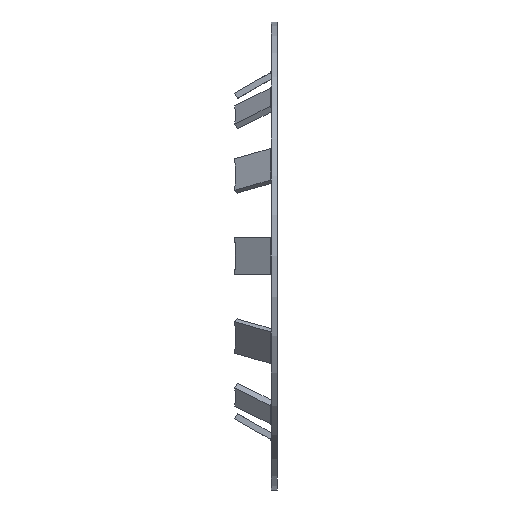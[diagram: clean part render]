
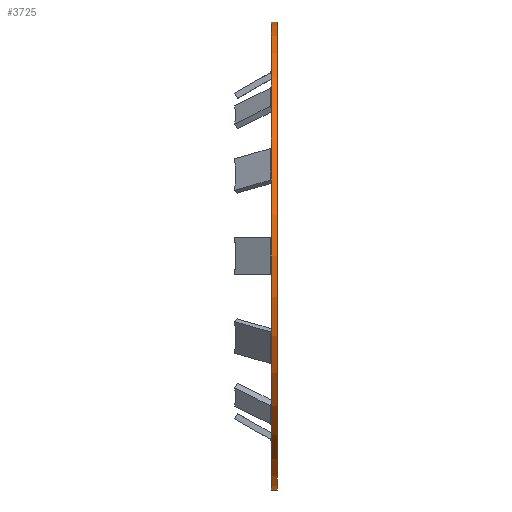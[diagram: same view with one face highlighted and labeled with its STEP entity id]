
A CAD part, left-side view. The second image highlights one B-rep face of the part: STEP entity #3725.
In plain terms, the highlighted cylindrical face has radius 19.25 mm (diameter 38.5 mm), a partial arc.
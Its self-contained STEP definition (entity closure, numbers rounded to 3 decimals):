
#433 = DIRECTION ( 'NONE',  ( 0., 0., 1. ) ) ;
#435 = CARTESIAN_POINT ( 'NONE',  ( 0., 0., 0. ) ) ;
#436 = DIRECTION ( 'NONE',  ( 0., 1., 0. ) ) ;
#618 = CARTESIAN_POINT ( 'NONE',  ( 0., -0.5, 0. ) ) ;
#619 = DIRECTION ( 'NONE',  ( 0., 0., 1. ) ) ;
#631 = DIRECTION ( 'NONE',  ( 0., 1., 0. ) ) ;
#676 = CARTESIAN_POINT ( 'NONE',  ( 0., -0.5, -19.25 ) ) ;
#711 = DIRECTION ( 'NONE',  ( 0., 1., 0. ) ) ;
#809 = DIRECTION ( 'NONE',  ( 0., 1., 0. ) ) ;
#812 = CARTESIAN_POINT ( 'NONE',  ( 0., -0.5, 19.25 ) ) ;
#1661 = EDGE_CURVE ( 'NONE', #3450, #3429, #2426, .T. ) ;
#1759 = EDGE_CURVE ( 'NONE', #3554, #3553, #4433, .T. ) ;
#1880 = AXIS2_PLACEMENT_3D ( 'NONE', #2277, #2344, #2298 ) ;
#1928 = EDGE_CURVE ( 'NONE', #3553, #3429, #4565, .T. ) ;
#1970 = EDGE_CURVE ( 'NONE', #3554, #3450, #4367, .T. ) ;
#2016 = AXIS2_PLACEMENT_3D ( 'NONE', #435, #436, #433 ) ;
#2169 = AXIS2_PLACEMENT_3D ( 'NONE', #618, #631, #619 ) ;
#2277 = CARTESIAN_POINT ( 'NONE',  ( 0., -0.5, 0. ) ) ;
#2298 = DIRECTION ( 'NONE',  ( 0., 0., 1. ) ) ;
#2344 = DIRECTION ( 'NONE',  ( 0., 1., 0. ) ) ;
#2426 = CIRCLE ( 'NONE', #2016, 19.25 ) ;
#2977 = ORIENTED_EDGE ( 'NONE', *, *, #1928, .T. ) ;
#2978 = ORIENTED_EDGE ( 'NONE', *, *, #1970, .F. ) ;
#3085 = ORIENTED_EDGE ( 'NONE', *, *, #1759, .T. ) ;
#3410 = ORIENTED_EDGE ( 'NONE', *, *, #1661, .F. ) ;
#3429 = VERTEX_POINT ( 'NONE', #3935 ) ;
#3450 = VERTEX_POINT ( 'NONE', #3934 ) ;
#3553 = VERTEX_POINT ( 'NONE', #3774 ) ;
#3554 = VERTEX_POINT ( 'NONE', #3787 ) ;
#3725 = ADVANCED_FACE ( 'NONE', ( #4282 ), #4289, .T. ) ;
#3774 = CARTESIAN_POINT ( 'NONE',  ( 0., -0.5, 19.25 ) ) ;
#3787 = CARTESIAN_POINT ( 'NONE',  ( 0., -0.5, -19.25 ) ) ;
#3934 = CARTESIAN_POINT ( 'NONE',  ( 0., 0., -19.25 ) ) ;
#3935 = CARTESIAN_POINT ( 'NONE',  ( 0., 0., 19.25 ) ) ;
#4282 = FACE_OUTER_BOUND ( 'NONE', #4925, .T. ) ;
#4289 = CYLINDRICAL_SURFACE ( 'NONE', #1880, 19.25 ) ;
#4367 = LINE ( 'NONE', #676, #4406 ) ;
#4406 = VECTOR ( 'NONE', #711, 1000. ) ;
#4408 = VECTOR ( 'NONE', #809, 1000. ) ;
#4433 = CIRCLE ( 'NONE', #2169, 19.25 ) ;
#4565 = LINE ( 'NONE', #812, #4408 ) ;
#4925 = EDGE_LOOP ( 'NONE', ( #2978, #3085, #2977, #3410 ) ) ;
